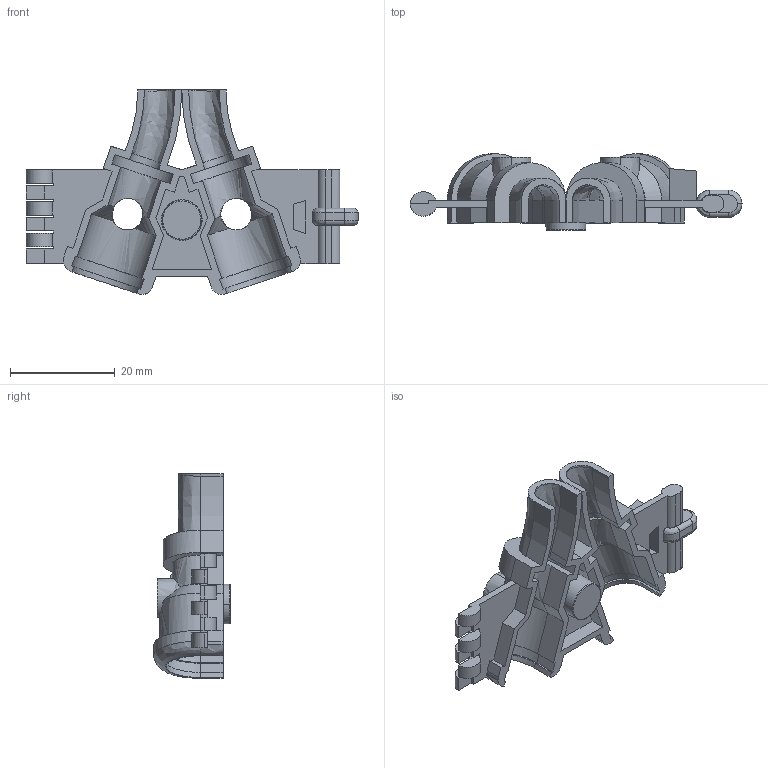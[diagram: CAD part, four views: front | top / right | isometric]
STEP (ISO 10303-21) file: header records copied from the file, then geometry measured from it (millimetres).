
FILE_DESCRIPTION(('FreeCAD Model'),'2;1');
FILE_NAME('Open CASCADE Shape Model','2025-04-29T18:12:38',('FreeCAD'),( 'FreeCAD'),'Open CASCADE STEP processor 7.6','FreeCAD','Unknown');
FILE_SCHEMA(('AUTOMOTIVE_DESIGN { 1 0 10303 214 1 1 1 1 }'));
Length unit declared in the file: millimetre
Products named in the file (1): Open CASCADE STEP translator 7.6 1
Bounding box: 63.4 x 14.62 x 39.14 mm (x, y, z)
Volume: 4373.8 mm3; surface area: 6955.4 mm2
Topology: 1 solids, 1 shells, 239 faces, 668 edges, 432 vertices
Faces by surface type: bspline 239
Entity records: 8074 total; most frequent: CARTESIAN_POINT 4240, ORIENTED_EDGE 1336, EDGE_CURVE 668, B_SPLINE_CURVE_WITH_KNOTS 507, VERTEX_POINT 432, FACE_BOUND 246, EDGE_LOOP 246, ADVANCED_FACE 239
